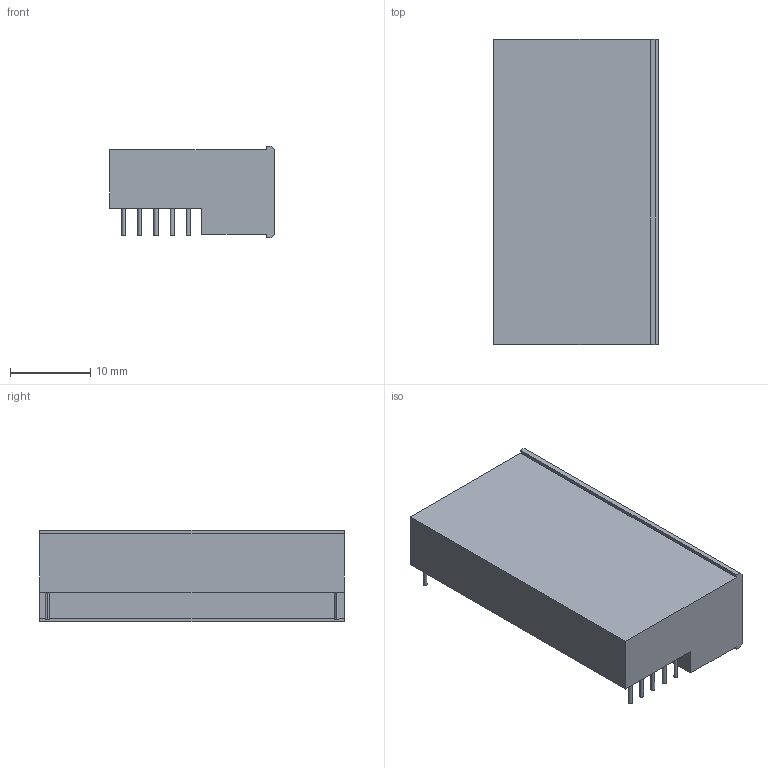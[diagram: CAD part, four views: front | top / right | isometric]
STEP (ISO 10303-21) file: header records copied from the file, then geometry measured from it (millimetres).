
FILE_DESCRIPTION((''),'2;1');
FILE_NAME('HARTING_17 25 095 2101.stp','2014-06-18T09:59:18',(''),(''),'Mechanical Desktop 2011','Mechanical Desktop 2011',', , ');
FILE_SCHEMA(('AUTOMOTIVE_DESIGN { 1 2 10303 214 1 1 1 1 }'));
Length unit declared in the file: millimetre
Products named in the file (1): Product
Bounding box: 20.45 x 37.9 x 11.35 mm (x, y, z)
Volume: 6762.6 mm3; surface area: 2814.4 mm2
Topology: 11 solids, 11 shells, 104 faces, 216 edges, 144 vertices
Faces by surface type: plane 84, cylinder 20
Entity records: 2782 total; most frequent: DIRECTION 466, CARTESIAN_POINT 465, ORIENTED_EDGE 432, EDGE_CURVE 216, VECTOR 176, LINE 176, AXIS2_PLACEMENT_3D 145, VERTEX_POINT 144
